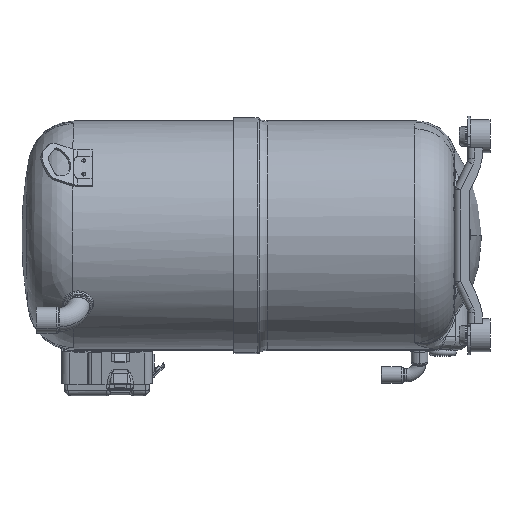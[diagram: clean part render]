
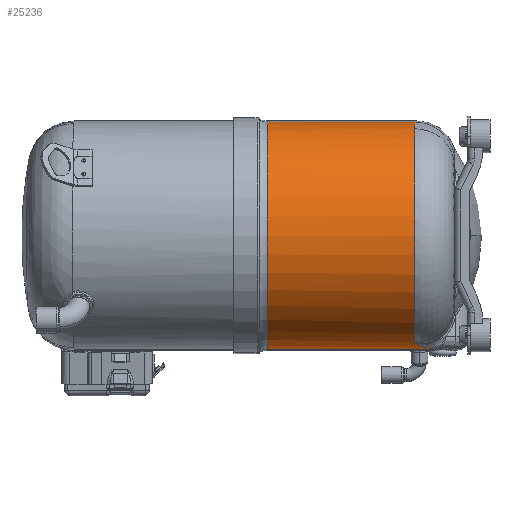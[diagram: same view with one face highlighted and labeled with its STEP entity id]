
A CAD part, left-side view. The second image highlights one B-rep face of the part: STEP entity #25236.
In plain terms, the highlighted cylindrical face has radius 108.886 mm (diameter 217.772 mm), a partial arc.
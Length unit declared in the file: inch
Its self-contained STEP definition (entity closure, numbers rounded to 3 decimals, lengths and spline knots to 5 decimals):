
#457 = CARTESIAN_POINT ( 'NONE',  ( -1.7975, -7.24954, -4.21973 ) ) ;
#999 = CIRCLE ( 'NONE', #16950, 4.28685 ) ;
#1010 = CARTESIAN_POINT ( 'NONE',  ( -1.0404, -1.2563, 0. ) ) ;
#1379 = EDGE_CURVE ( 'NONE', #29623, #12275, #23183, .T. ) ;
#1678 = CIRCLE ( 'NONE', #26269, 4.28685 ) ;
#1797 = CARTESIAN_POINT ( 'NONE',  ( -2.48696, -6.813, -4.03541 ) ) ;
#2055 = CARTESIAN_POINT ( 'NONE',  ( -1.37278, -1.2563, 4.27395 ) ) ;
#2081 = CARTESIAN_POINT ( 'NONE',  ( -1.37278, -6.83429, 4.27395 ) ) ;
#2646 = CARTESIAN_POINT ( 'NONE',  ( -1.0404, -8.188, 0. ) ) ;
#3086 = CARTESIAN_POINT ( 'NONE',  ( -1.98966, -7.11085, -4.18159 ) ) ;
#3568 = CARTESIAN_POINT ( 'NONE',  ( -1.37278, -7.66473, -4.27395 ) ) ;
#3657 = DIRECTION ( 'NONE',  ( 0., 0., 1. ) ) ;
#3908 = CYLINDRICAL_SURFACE ( 'NONE', #29854, 4.28685 ) ;
#5139 = CARTESIAN_POINT ( 'NONE',  ( -1.75732, -6.82135, 4.23087 ) ) ;
#5315 = CARTESIAN_POINT ( 'NONE',  ( -1.37278, -8.188, 4.27395 ) ) ;
#5609 = CARTESIAN_POINT ( 'NONE',  ( -1.37278, -7.66473, -4.27395 ) ) ;
#5722 = CARTESIAN_POINT ( 'NONE',  ( -2.23702, -6.95638, -4.11678 ) ) ;
#7634 = ORIENTED_EDGE ( 'NONE', *, *, #1379, .T. ) ;
#7797 = CARTESIAN_POINT ( 'NONE',  ( -1.37278, -6.83429, 4.27395 ) ) ;
#8124 = EDGE_LOOP ( 'NONE', ( #24044, #22666, #7634, #22675, #15585, #19313, #8475 ) ) ;
#8375 = CARTESIAN_POINT ( 'NONE',  ( -2.36184, -6.88356, -4.07819 ) ) ;
#8475 = ORIENTED_EDGE ( 'NONE', *, *, #8759, .T. ) ;
#8759 = EDGE_CURVE ( 'NONE', #22027, #16652, #999, .T. ) ;
#9452 = CARTESIAN_POINT ( 'NONE',  ( -2.50194, -6.813, -4.03002 ) ) ;
#10904 = CARTESIAN_POINT ( 'NONE',  ( -1.44747, -7.57056, -4.26768 ) ) ;
#11024 = CARTESIAN_POINT ( 'NONE',  ( -2.42438, -6.84802, -4.05732 ) ) ;
#11480 = CARTESIAN_POINT ( 'NONE',  ( -2.50194, -6.813, 4.03002 ) ) ;
#11691 = CARTESIAN_POINT ( 'NONE',  ( -1.0404, -6.813, 0. ) ) ;
#11788 = CARTESIAN_POINT ( 'NONE',  ( -2.49196, -6.813, -4.03362 ) ) ;
#12275 = VERTEX_POINT ( 'NONE', #9452 ) ;
#12824 = LINE ( 'NONE', #14763, #26001 ) ;
#13408 = EDGE_CURVE ( 'NONE', #12275, #30870, #1678, .T. ) ;
#13572 = CARTESIAN_POINT ( 'NONE',  ( -1.57106, -7.44171, -4.25411 ) ) ;
#13680 = CARTESIAN_POINT ( 'NONE',  ( -2.46193, -6.82694, -4.04432 ) ) ;
#14361 = DIRECTION ( 'NONE',  ( 0., 0., 1. ) ) ;
#14398 = B_SPLINE_CURVE_WITH_KNOTS ( 'NONE', 3,
 ( #34022, #15641, #20901, #5139, #23557, #7797 ),
 .UNSPECIFIED., .F., .F.,
 ( 4, 2, 4 ),
 ( 0., 0.01467, 0.02935 ),
 .UNSPECIFIED. ) ;
#14449 = CARTESIAN_POINT ( 'NONE',  ( -2.49695, -6.813, -4.03182 ) ) ;
#14763 = CARTESIAN_POINT ( 'NONE',  ( -1.37278, -8.188, -4.27395 ) ) ;
#14790 = VERTEX_POINT ( 'NONE', #2081 ) ;
#15335 = EDGE_CURVE ( 'NONE', #30870, #14790, #14398, .T. ) ;
#15585 = ORIENTED_EDGE ( 'NONE', *, *, #15335, .T. ) ;
#15633 = CARTESIAN_POINT ( 'NONE',  ( -1.37278, -1.2563, -4.27395 ) ) ;
#15641 = CARTESIAN_POINT ( 'NONE',  ( -2.31921, -6.813, 4.09628 ) ) ;
#16203 = CARTESIAN_POINT ( 'NONE',  ( -1.70437, -7.32354, -4.23539 ) ) ;
#16317 = CARTESIAN_POINT ( 'NONE',  ( -2.48696, -6.813, -4.03541 ) ) ;
#16652 = VERTEX_POINT ( 'NONE', #15633 ) ;
#16950 = AXIS2_PLACEMENT_3D ( 'NONE', #1010, #19392, #3657 ) ;
#18839 = CARTESIAN_POINT ( 'NONE',  ( -1.84522, -7.21384, -4.21091 ) ) ;
#19313 = ORIENTED_EDGE ( 'NONE', *, *, #24663, .T. ) ;
#19392 = DIRECTION ( 'NONE',  ( 0., -1., 0. ) ) ;
#19743 = EDGE_CURVE ( 'NONE', #21798, #16652, #12824, .T. ) ;
#20901 = CARTESIAN_POINT ( 'NONE',  ( -2.13371, -6.81453, 4.14956 ) ) ;
#21478 = CARTESIAN_POINT ( 'NONE',  ( -2.08809, -7.04721, -4.15813 ) ) ;
#21798 = VERTEX_POINT ( 'NONE', #3568 ) ;
#22027 = VERTEX_POINT ( 'NONE', #2055 ) ;
#22455 = VECTOR ( 'NONE', #29036, 39.37008 ) ;
#22666 = ORIENTED_EDGE ( 'NONE', *, *, #28273, .T. ) ;
#22675 = ORIENTED_EDGE ( 'NONE', *, *, #13408, .T. ) ;
#23183 = B_SPLINE_CURVE_WITH_KNOTS ( 'NONE', 3,
 ( #30185, #11788, #14449, #32828 ),
 .UNSPECIFIED., .F., .F.,
 ( 4, 4 ),
 ( 0., 0.0004 ),
 .UNSPECIFIED. ) ;
#23557 = CARTESIAN_POINT ( 'NONE',  ( -1.56643, -6.82664, 4.25889 ) ) ;
#24044 = ORIENTED_EDGE ( 'NONE', *, *, #19743, .F. ) ;
#24125 = CARTESIAN_POINT ( 'NONE',  ( -2.28688, -6.92689, -4.10197 ) ) ;
#24663 = EDGE_CURVE ( 'NONE', #14790, #22027, #29506, .T. ) ;
#25236 = ADVANCED_FACE ( 'NONE', ( #25739 ), #3908, .T. ) ;
#25739 = FACE_OUTER_BOUND ( 'NONE', #8124, .T. ) ;
#26001 = VECTOR ( 'NONE', #33252, 39.37008 ) ;
#26096 = DIRECTION ( 'NONE',  ( 0., 0., 1. ) ) ;
#26269 = AXIS2_PLACEMENT_3D ( 'NONE', #11691, #30097, #14361 ) ;
#26315 = B_SPLINE_CURVE_WITH_KNOTS ( 'NONE', 3,
 ( #5609, #26667, #10904, #29327, #13572, #31938, #16203, #457, #18839, #3086, #21478, #5722, #24125, #8375, #26777, #11024, #29433, #13680, #32053, #16317 ),
 .UNSPECIFIED., .F., .F.,
 ( 4, 2, 2, 2, 2, 2, 2, 2, 2, 4 ),
 ( 0., 0.00454, 0.00909, 0.01363, 0.01818, 0.02727, 0.03181, 0.03409, 0.03522, 0.03636 ),
 .UNSPECIFIED. ) ;
#26455 = DIRECTION ( 'NONE',  ( 0., 1., 0. ) ) ;
#26667 = CARTESIAN_POINT ( 'NONE',  ( -1.40883, -7.61626, -4.27115 ) ) ;
#26777 = CARTESIAN_POINT ( 'NONE',  ( -2.38685, -6.86926, -4.07 ) ) ;
#28273 = EDGE_CURVE ( 'NONE', #21798, #29623, #26315, .T. ) ;
#29036 = DIRECTION ( 'NONE',  ( 0., 1., 0. ) ) ;
#29327 = CARTESIAN_POINT ( 'NONE',  ( -1.52858, -7.48327, -4.25916 ) ) ;
#29433 = CARTESIAN_POINT ( 'NONE',  ( -2.4369, -6.84098, -4.05303 ) ) ;
#29506 = LINE ( 'NONE', #5315, #22455 ) ;
#29623 = VERTEX_POINT ( 'NONE', #1797 ) ;
#29854 = AXIS2_PLACEMENT_3D ( 'NONE', #2646, #26455, #26096 ) ;
#30097 = DIRECTION ( 'NONE',  ( 0., 1., 0. ) ) ;
#30185 = CARTESIAN_POINT ( 'NONE',  ( -2.48696, -6.813, -4.03541 ) ) ;
#30870 = VERTEX_POINT ( 'NONE', #11480 ) ;
#31938 = CARTESIAN_POINT ( 'NONE',  ( -1.65895, -7.36184, -4.24223 ) ) ;
#32053 = CARTESIAN_POINT ( 'NONE',  ( -2.47453, -6.81992, -4.03987 ) ) ;
#32828 = CARTESIAN_POINT ( 'NONE',  ( -2.50194, -6.813, -4.03002 ) ) ;
#33252 = DIRECTION ( 'NONE',  ( 0., 1., 0. ) ) ;
#34022 = CARTESIAN_POINT ( 'NONE',  ( -2.50194, -6.813, 4.03002 ) ) ;
